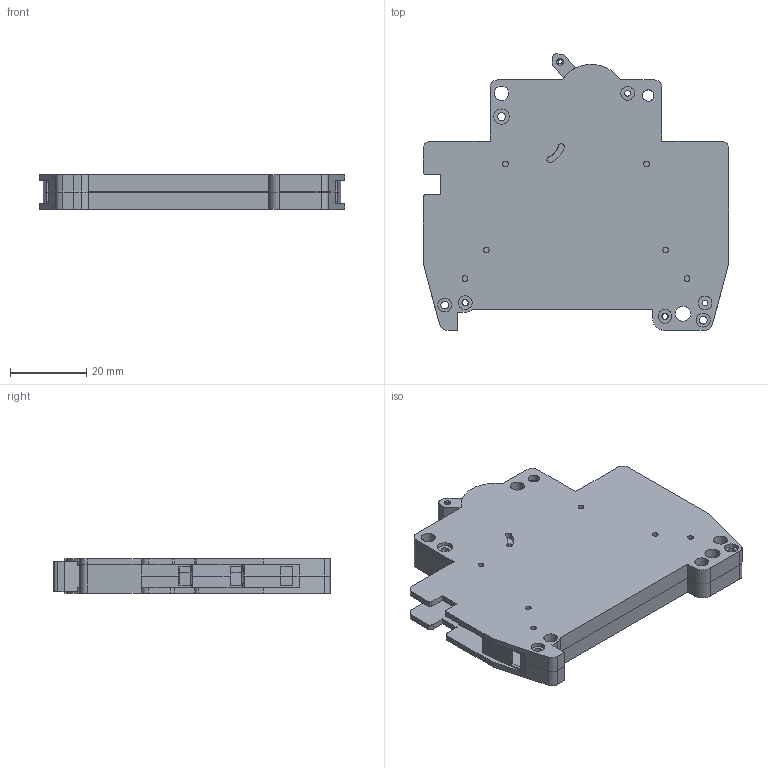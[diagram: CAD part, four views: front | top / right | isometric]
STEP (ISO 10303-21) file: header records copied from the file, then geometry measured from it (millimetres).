
FILE_DESCRIPTION (( 'STEP AP214' ), '1' );
FILE_NAME ('ÁÊ äëÿ îçíàêîìëåíèÿ.STEP', '2013-10-18T10:33:38', ( 'admin' ), ( 'KEAZ' ), 'SwSTEP 2.0', 'SolidWorks 2007', '' );
FILE_SCHEMA (( 'AUTOMOTIVE_DESIGN' ));
Length unit declared in the file: millimetre
Products named in the file (4): ÁÊ äëÿ îçíàêîìëåíèÿ; ðó÷êà_Ïî óìîë÷àíèþ; áîêîâèíà ïðàâàÿ_Ïî óìîë÷àíèþ; áîêîâèíà ëåâàÿ_Ïî óìîë÷àíèþ
Assembly tree (3 placements, depth 2):
  ÁÊ äëÿ îçíàêîìëåíèÿ
    áîêîâèíà ïðàâàÿ_Ïî óìîë÷àíèþ
    áîêîâèíà ëåâàÿ_Ïî óìîë÷àíèþ
    ðó÷êà_Ïî óìîë÷àíèþ
Bounding box: 80 x 72.34 x 9 mm (x, y, z)
Volume: 17651.9 mm3; surface area: 26806 mm2
Topology: 3 solids, 3 shells, 1141 faces, 3194 edges, 2100 vertices
Faces by surface type: plane 690, cylinder 407, cone 40, torus 4
Entity records: 36955 total; most frequent: CARTESIAN_POINT 6528, ORIENTED_EDGE 6388, DIRECTION 6349, EDGE_CURVE 3194, VECTOR 2283, LINE 2283, VERTEX_POINT 2100, AXIS2_PLACEMENT_3D 2033
